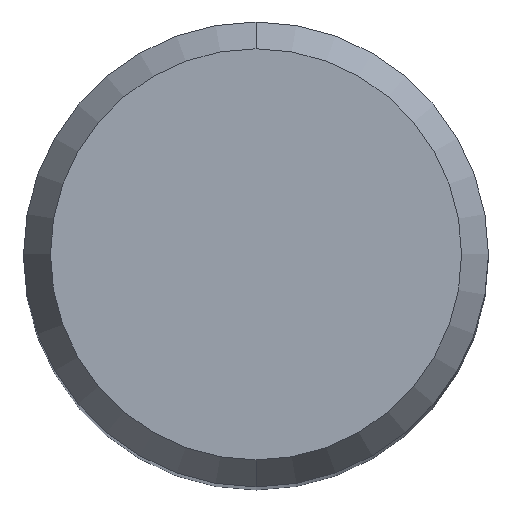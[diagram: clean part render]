
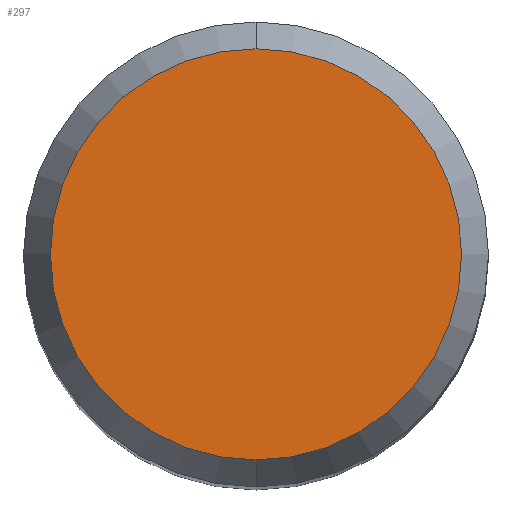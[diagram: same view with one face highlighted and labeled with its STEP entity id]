
A CAD part, top view. The second image highlights one B-rep face of the part: STEP entity #297.
In plain terms, the highlighted planar face has unit normal (0, 0, 1).
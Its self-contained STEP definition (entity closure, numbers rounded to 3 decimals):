
#195=VERTEX_POINT('',#487);
#219=VERTEX_POINT('',#514);
#285=EDGE_CURVE('',#219,#195,#587,.T.);
#297=ADVANCED_FACE('',(#599),#600,.T.);
#337=EDGE_CURVE('',#195,#219,#643,.T.);
#487=CARTESIAN_POINT('',(0.,-4.423,0.0));
#514=CARTESIAN_POINT('',(0.0,4.423,0.0));
#587=CIRCLE('',#1072,4.423);
#599=FACE_OUTER_BOUND('',#1085,.T.);
#600=PLANE('',#1086);
#643=CIRCLE('',#1167,4.423);
#1072=AXIS2_PLACEMENT_3D('',#1537,#1538,#1539);
#1085=EDGE_LOOP('',(#1544,#1545));
#1086=AXIS2_PLACEMENT_3D('',#1546,#1547,#1548);
#1167=AXIS2_PLACEMENT_3D('',#1589,#1590,#1591);
#1537=CARTESIAN_POINT('',(0.0,0.0,0.0));
#1538=DIRECTION('',(0.0,0.0,-1.0));
#1539=DIRECTION('',(0.0,1.0,0.0));
#1544=ORIENTED_EDGE('',*,*,#285,.F.);
#1545=ORIENTED_EDGE('',*,*,#337,.F.);
#1546=CARTESIAN_POINT('',(0.0,2.211,0.0));
#1547=DIRECTION('',(-0.0,0.0,1.0));
#1548=DIRECTION('',(0.0,-1.0,0.0));
#1589=CARTESIAN_POINT('',(0.0,0.0,0.0));
#1590=DIRECTION('',(0.0,0.0,-1.0));
#1591=DIRECTION('',(0.0,1.0,0.0));
